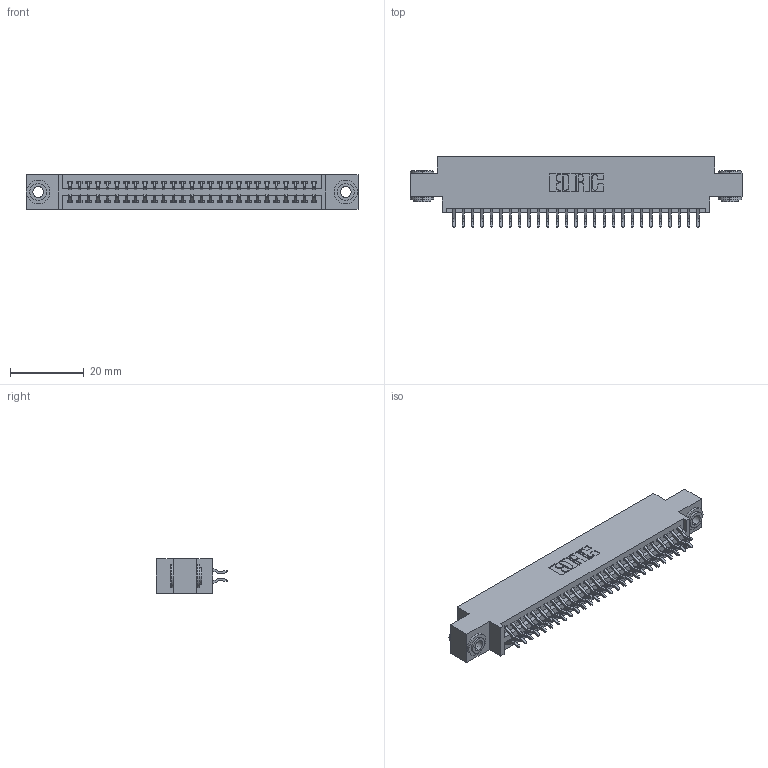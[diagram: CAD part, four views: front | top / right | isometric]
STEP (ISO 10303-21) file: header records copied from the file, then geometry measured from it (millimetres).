
FILE_DESCRIPTION (( 'STEP AP203' ), '1' );
FILE_NAME ('395-054-556-803.STEP', '2018-11-21T21:09:04', ( '' ), ( '' ), 'SwSTEP 2.0', 'SolidWorks 2016', '' );
FILE_SCHEMA (( 'CONFIG_CONTROL_DESIGN' ));
Length unit declared in the file: inch
Products named in the file (4): 345-250-002_345-250-002-102; 395-054-556-803; 345 Part_0.170 Offset - 0.156 Dia-TH; 345-292-001_556 Tail
Assembly tree (57 placements, depth 2):
  395-054-556-803
    345 Part_0.170 Offset - 0.156 Dia-TH
    345-292-001_556 Tail  x54
    345-250-002_345-250-002-102  x2
Bounding box: 89.79 x 19.24 x 9.4 mm (x, y, z)
Volume: 8486.8 mm3; surface area: 12555.5 mm2
Topology: 57 solids, 57 shells, 3192 faces, 9447 edges, 6222 vertices
Faces by surface type: plane 2092, cylinder 1092, cone 8
Entity records: 24206 total; most frequent: CARTESIAN_POINT 4063, ORIENTED_EDGE 3978, DIRECTION 3619, EDGE_CURVE 1989, VECTOR 1717, LINE 1717, VERTEX_POINT 1322, AXIS2_PLACEMENT_3D 951
